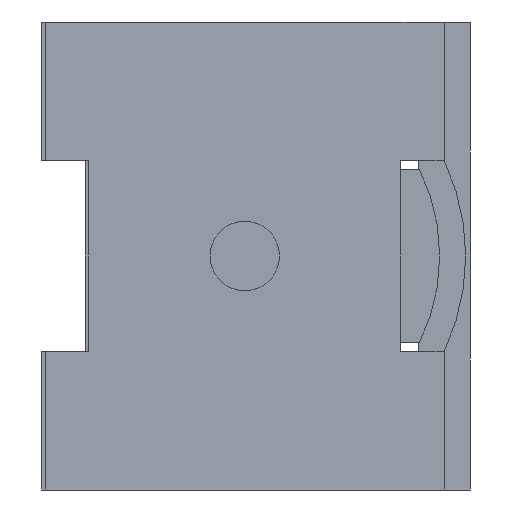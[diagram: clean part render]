
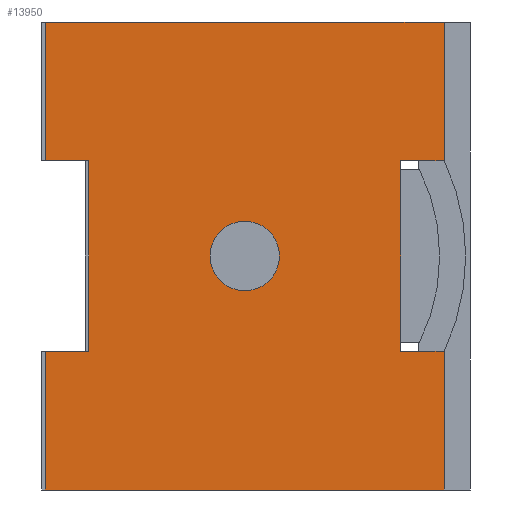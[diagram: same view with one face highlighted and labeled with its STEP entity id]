
A CAD part, front view. The second image highlights one B-rep face of the part: STEP entity #13950.
In plain terms, the highlighted planar face has unit normal (0, -1, 0).
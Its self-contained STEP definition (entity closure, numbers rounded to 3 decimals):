
#720=CARTESIAN_POINT('',(321.552,194.039,0.));
#730=VERTEX_POINT('',#720);
#760=CARTESIAN_POINT('',(319.552,194.039,0.));
#770=DIRECTION('',(-1.,0.,0.));
#780=VECTOR('',#770,1.);
#790=LINE('',#760,#780);
#800=CARTESIAN_POINT('',(298.552,194.039,0.));
#810=VERTEX_POINT('',#800);
#820=EDGE_CURVE('',#730,#810,#790,.T.);
#2780=CARTESIAN_POINT('',(298.552,194.039,-27.));
#2790=VERTEX_POINT('',#2780);
#2820=CARTESIAN_POINT('',(319.552,194.039,-27.));
#2830=DIRECTION('',(-1.,0.,0.));
#2840=VECTOR('',#2830,1.);
#2850=LINE('',#2820,#2840);
#2860=CARTESIAN_POINT('',(321.552,194.039,-27.));
#2870=VERTEX_POINT('',#2860);
#2880=EDGE_CURVE('',#2870,#2790,#2850,.T.);
#12140=CARTESIAN_POINT('',(321.552,194.039,0.));
#12150=DIRECTION('',(0.,0.,1.));
#12160=VECTOR('',#12150,1.);
#12170=LINE('',#12140,#12160);
#12180=CARTESIAN_POINT('',(321.552,194.039,-8.));
#12190=VERTEX_POINT('',#12180);
#12200=EDGE_CURVE('',#12190,#730,#12170,.T.);
#13020=CARTESIAN_POINT('',(300.552,194.039,0.));
#13030=DIRECTION('',(-0.,-1.,-0.));
#13040=DIRECTION('',(-1.,0.,0.));
#13050=AXIS2_PLACEMENT_3D('',#13020,#13030,#13040);
#13060=PLANE('',#13050);
#13070=CARTESIAN_POINT('',(310.052,194.039,-13.5));
#13080=DIRECTION('',(0.,-1.,0.));
#13090=DIRECTION('',(1.,0.,0.));
#13100=AXIS2_PLACEMENT_3D('',#13070,#13080,#13090);
#13110=CIRCLE('',#13100,1.85);
#13120=CARTESIAN_POINT('',(311.902,194.039,-13.5));
#13130=VERTEX_POINT('',#13120);
#13140=CARTESIAN_POINT('',(308.202,194.039,-13.5));
#13150=VERTEX_POINT('',#13140);
#13160=EDGE_CURVE('',#13130,#13150,#13110,.T.);
#13170=ORIENTED_EDGE('',*,*,#13160,.F.);
#13180=EDGE_CURVE('',#13150,#13130,#13110,.T.);
#13190=ORIENTED_EDGE('',*,*,#13180,.F.);
#13200=EDGE_LOOP('',(#13190,#13170));
#13210=FACE_BOUND('',#13200,.T.);
#13220=CARTESIAN_POINT('',(0.,194.039,-8.));
#13230=DIRECTION('',(1.,0.,0.));
#13240=VECTOR('',#13230,1.);
#13250=LINE('',#13220,#13240);
#13260=CARTESIAN_POINT('',(319.052,194.039,-8.));
#13270=VERTEX_POINT('',#13260);
#13280=EDGE_CURVE('',#13270,#12190,#13250,.T.);
#13290=ORIENTED_EDGE('',*,*,#13280,.T.);
#13300=CARTESIAN_POINT('',(319.052,194.039,0.));
#13310=DIRECTION('',(0.,0.,-1.));
#13320=VECTOR('',#13310,1.);
#13330=LINE('',#13300,#13320);
#13340=CARTESIAN_POINT('',(319.052,194.039,-19.));
#13350=VERTEX_POINT('',#13340);
#13360=EDGE_CURVE('',#13270,#13350,#13330,.T.);
#13370=ORIENTED_EDGE('',*,*,#13360,.F.);
#13380=CARTESIAN_POINT('',(0.,194.039,-19.));
#13390=DIRECTION('',(-1.,0.,0.));
#13400=VECTOR('',#13390,1.);
#13410=LINE('',#13380,#13400);
#13420=CARTESIAN_POINT('',(321.552,194.039,-19.));
#13430=VERTEX_POINT('',#13420);
#13440=EDGE_CURVE('',#13430,#13350,#13410,.T.);
#13450=ORIENTED_EDGE('',*,*,#13440,.T.);
#13460=CARTESIAN_POINT('',(321.552,194.039,0.));
#13470=DIRECTION('',(0.,0.,1.));
#13480=VECTOR('',#13470,1.);
#13490=LINE('',#13460,#13480);
#13500=EDGE_CURVE('',#2870,#13430,#13490,.T.);
#13510=ORIENTED_EDGE('',*,*,#13500,.T.);
#13520=ORIENTED_EDGE('',*,*,#2880,.F.);
#13530=CARTESIAN_POINT('',(298.552,194.039,0.));
#13540=DIRECTION('',(0.,0.,1.));
#13550=VECTOR('',#13540,1.);
#13560=LINE('',#13530,#13550);
#13570=CARTESIAN_POINT('',(298.552,194.039,-19.));
#13580=VERTEX_POINT('',#13570);
#13590=EDGE_CURVE('',#2790,#13580,#13560,.T.);
#13600=ORIENTED_EDGE('',*,*,#13590,.F.);
#13610=CARTESIAN_POINT('',(0.,194.039,-19.));
#13620=DIRECTION('',(-1.,0.,0.));
#13630=VECTOR('',#13620,1.);
#13640=LINE('',#13610,#13630);
#13650=CARTESIAN_POINT('',(301.052,194.039,-19.));
#13660=VERTEX_POINT('',#13650);
#13670=EDGE_CURVE('',#13660,#13580,#13640,.T.);
#13680=ORIENTED_EDGE('',*,*,#13670,.T.);
#13690=CARTESIAN_POINT('',(301.052,194.039,0.));
#13700=DIRECTION('',(0.,0.,1.));
#13710=VECTOR('',#13700,1.);
#13720=LINE('',#13690,#13710);
#13730=CARTESIAN_POINT('',(301.052,194.039,-8.));
#13740=VERTEX_POINT('',#13730);
#13750=EDGE_CURVE('',#13660,#13740,#13720,.T.);
#13760=ORIENTED_EDGE('',*,*,#13750,.F.);
#13770=CARTESIAN_POINT('',(0.,194.039,-8.));
#13780=DIRECTION('',(1.,0.,0.));
#13790=VECTOR('',#13780,1.);
#13800=LINE('',#13770,#13790);
#13810=CARTESIAN_POINT('',(298.552,194.039,-8.));
#13820=VERTEX_POINT('',#13810);
#13830=EDGE_CURVE('',#13820,#13740,#13800,.T.);
#13840=ORIENTED_EDGE('',*,*,#13830,.T.);
#13850=CARTESIAN_POINT('',(298.552,194.039,0.));
#13860=DIRECTION('',(0.,0.,1.));
#13870=VECTOR('',#13860,1.);
#13880=LINE('',#13850,#13870);
#13890=EDGE_CURVE('',#13820,#810,#13880,.T.);
#13900=ORIENTED_EDGE('',*,*,#13890,.F.);
#13910=ORIENTED_EDGE('',*,*,#820,.T.);
#13920=ORIENTED_EDGE('',*,*,#12200,.T.);
#13930=EDGE_LOOP('',(#13920,#13910,#13900,#13840,#13760,#13680,#13600,
#13520,#13510,#13450,#13370,#13290));
#13940=FACE_OUTER_BOUND('',#13930,.T.);
#13950=ADVANCED_FACE('',(#13210,#13940),#13060,.T.);
